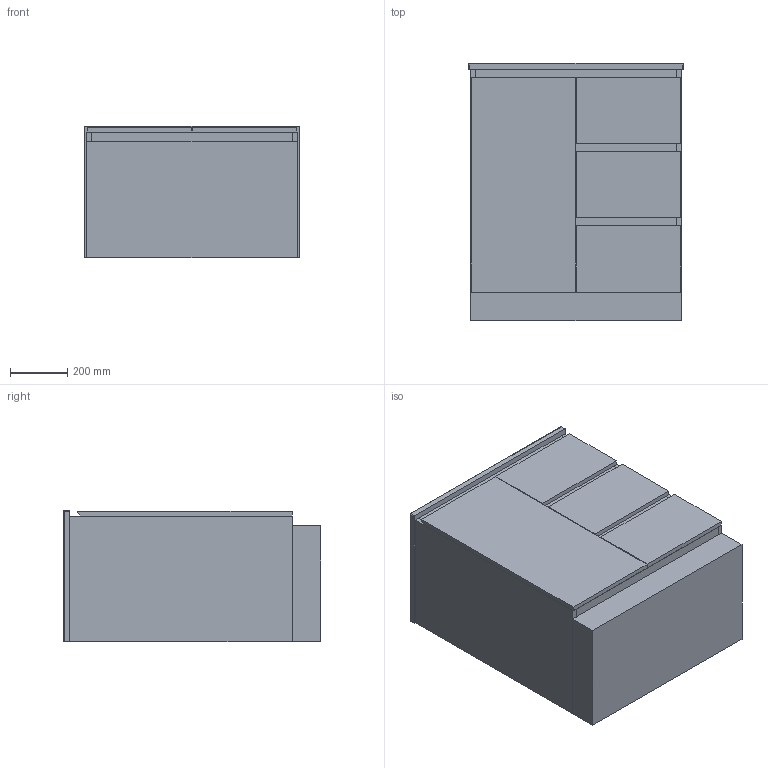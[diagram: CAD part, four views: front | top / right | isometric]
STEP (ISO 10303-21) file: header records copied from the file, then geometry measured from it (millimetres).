
FILE_DESCRIPTION (( 'STEP AP214' ), '1' );
FILE_NAME ('FD Acrylic 750 WK ASSEM.STEP', '2019-03-06T04:32:12', ( '' ), ( '' ), 'SwSTEP 2.0', 'SolidWorks 2015', '' );
FILE_SCHEMA (( 'AUTOMOTIVE_DESIGN' ));
Length unit declared in the file: millimetre
Products named in the file (3): Essentials Acrylic 750; FD Acrylic 750 WK; FD Acrylic 750 WK ASSEM
Assembly tree (2 placements, depth 2):
  FD Acrylic 750 WK ASSEM
    FD Acrylic 750 WK
    Essentials Acrylic 750
Bounding box: 750 x 902.1 x 460 mm (x, y, z)
Volume: 81894558 mm3; surface area: 7315470.6 mm2
Topology: 11 solids, 11 shells, 104 faces, 222 edges, 138 vertices
Faces by surface type: plane 78, cylinder 14, bspline 6, sphere 4, torus 2
Entity records: 3841 total; most frequent: CARTESIAN_POINT 1177, DIRECTION 444, ORIENTED_EDGE 436, EDGE_CURVE 218, VECTOR 178, LINE 178, VERTEX_POINT 138, AXIS2_PLACEMENT_3D 133
